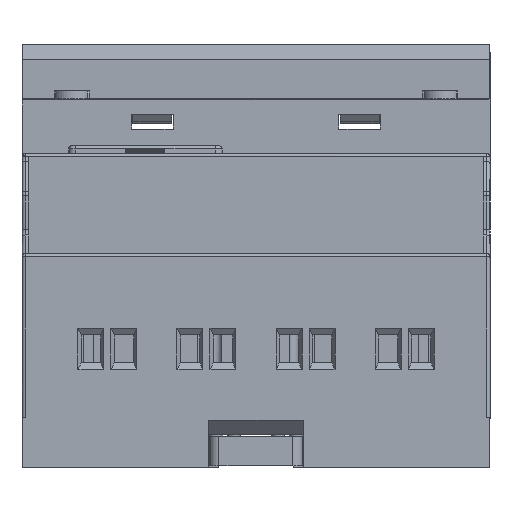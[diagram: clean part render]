
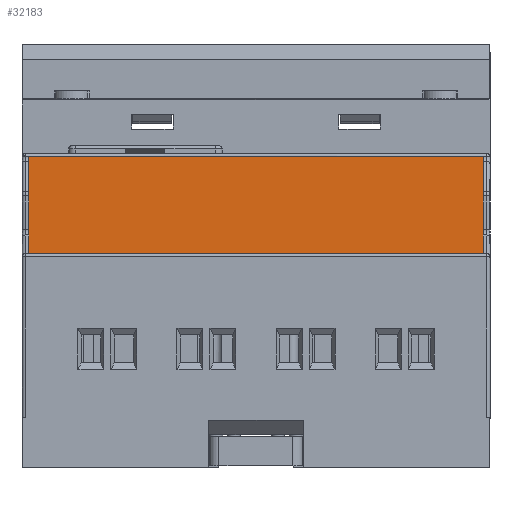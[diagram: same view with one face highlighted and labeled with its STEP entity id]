
A CAD part, front view. The second image highlights one B-rep face of the part: STEP entity #32183.
In plain terms, the highlighted planar face has unit normal (0, -1, 0).
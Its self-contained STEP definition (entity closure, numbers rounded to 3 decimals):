
#3784=ORIENTED_EDGE('',*,*,#8462,.T.);
#3785=ORIENTED_EDGE('',*,*,#9527,.F.);
#3786=ORIENTED_EDGE('',*,*,#8496,.F.);
#3787=ORIENTED_EDGE('',*,*,#9528,.T.);
#8462=EDGE_CURVE('',#11805,#11804,#13993,.T.);
#8496=EDGE_CURVE('',#11825,#11826,#14012,.T.);
#9527=EDGE_CURVE('',#11826,#11804,#14921,.T.);
#9528=EDGE_CURVE('',#11825,#11805,#14922,.T.);
#11804=VERTEX_POINT('',#42212);
#11805=VERTEX_POINT('',#42214);
#11825=VERTEX_POINT('',#42292);
#11826=VERTEX_POINT('',#42294);
#13993=LINE('',#42213,#16886);
#14012=LINE('',#42293,#16905);
#14921=LINE('',#44316,#17814);
#14922=LINE('',#44317,#17815);
#16886=VECTOR('',#35578,1000.);
#16905=VECTOR('',#35643,1000.);
#17814=VECTOR('',#37534,1000.);
#17815=VECTOR('',#37535,1000.);
#19884=EDGE_LOOP('',(#3784,#3785,#3786,#3787));
#21306=FACE_BOUND('',#19884,.T.);
#22532=PLANE('',#33677);
#32183=ADVANCED_FACE('',(#21306),#22532,.T.);
#33677=AXIS2_PLACEMENT_3D('',#44315,#37532,#37533);
#35578=DIRECTION('',(0.,0.,1.));
#35643=DIRECTION('',(0.,0.,1.));
#37532=DIRECTION('',(0.,-1.,0.));
#37533=DIRECTION('',(0.,0.,-1.));
#37534=DIRECTION('',(1.,0.,0.));
#37535=DIRECTION('',(1.,0.,0.));
#42212=CARTESIAN_POINT('',(-1.002,11.001,-0.5));
#42213=CARTESIAN_POINT('',(-1.002,11.001,-15.4));
#42214=CARTESIAN_POINT('',(-1.002,11.001,-15.4));
#42292=CARTESIAN_POINT('',(-71.002,11.001,-15.4));
#42293=CARTESIAN_POINT('',(-71.002,11.001,-15.4));
#42294=CARTESIAN_POINT('',(-71.002,11.001,-0.5));
#44315=CARTESIAN_POINT('',(-72.002,11.001,0.));
#44316=CARTESIAN_POINT('',(-72.002,11.001,-0.5));
#44317=CARTESIAN_POINT('',(-72.002,11.001,-15.4));
